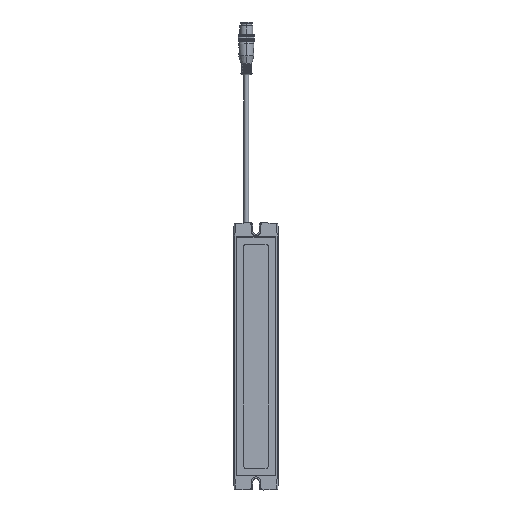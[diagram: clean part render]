
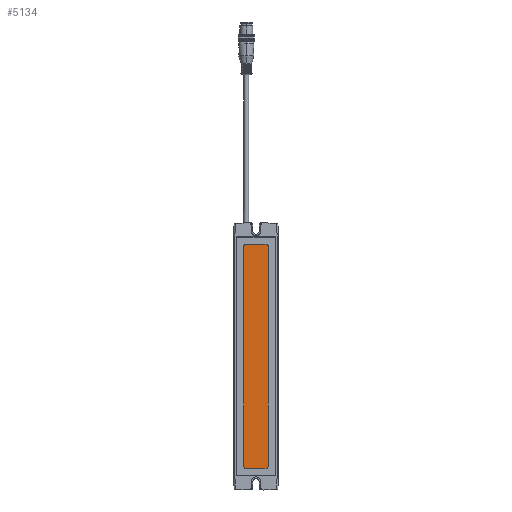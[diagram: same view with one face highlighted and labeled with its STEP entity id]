
A CAD part, top view. The second image highlights one B-rep face of the part: STEP entity #5134.
In plain terms, the highlighted planar face has unit normal (0, 0, 1).
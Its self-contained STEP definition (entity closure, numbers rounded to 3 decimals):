
#3529=AXIS2_PLACEMENT_3D('Plane Axis2P3D',#3526,#3527,#3528) ;
#5060=AXIS2_PLACEMENT_3D('Circle Axis2P3D',#5058,#5059,$) ;
#5074=AXIS2_PLACEMENT_3D('Circle Axis2P3D',#5072,#5073,$) ;
#5088=AXIS2_PLACEMENT_3D('Circle Axis2P3D',#5086,#5087,$) ;
#5102=AXIS2_PLACEMENT_3D('Circle Axis2P3D',#5100,#5101,$) ;
#3526=CARTESIAN_POINT('Axis2P3D Location',(0.,221.394,14.246)) ;
#5049=CARTESIAN_POINT('Line Origine',(9.1,119.868,14.246)) ;
#5053=CARTESIAN_POINT('Vertex',(9.1,218.318,14.246)) ;
#5055=CARTESIAN_POINT('Vertex',(9.1,21.418,14.246)) ;
#5058=CARTESIAN_POINT('Axis2P3D Location',(11.1,218.318,14.246)) ;
#5062=CARTESIAN_POINT('Vertex',(11.1,220.318,14.246)) ;
#5065=CARTESIAN_POINT('Line Origine',(20.05,220.318,14.246)) ;
#5069=CARTESIAN_POINT('Vertex',(29.,220.318,14.246)) ;
#5072=CARTESIAN_POINT('Axis2P3D Location',(29.,218.318,14.246)) ;
#5076=CARTESIAN_POINT('Vertex',(31.,218.318,14.246)) ;
#5079=CARTESIAN_POINT('Line Origine',(31.,119.868,14.246)) ;
#5083=CARTESIAN_POINT('Vertex',(31.,21.418,14.246)) ;
#5086=CARTESIAN_POINT('Axis2P3D Location',(29.,21.418,14.246)) ;
#5090=CARTESIAN_POINT('Vertex',(29.,19.418,14.246)) ;
#5093=CARTESIAN_POINT('Line Origine',(20.05,19.418,14.246)) ;
#5097=CARTESIAN_POINT('Vertex',(11.1,19.418,14.246)) ;
#5100=CARTESIAN_POINT('Axis2P3D Location',(11.1,21.418,14.246)) ;
#3527=DIRECTION('Axis2P3D Direction',(0.,0.,1.)) ;
#3528=DIRECTION('Axis2P3D XDirection',(1.,0.,0.)) ;
#5050=DIRECTION('Vector Direction',(0.,-1.,0.)) ;
#5059=DIRECTION('Axis2P3D Direction',(0.,0.,1.)) ;
#5066=DIRECTION('Vector Direction',(-1.,0.,0.)) ;
#5073=DIRECTION('Axis2P3D Direction',(0.,0.,1.)) ;
#5080=DIRECTION('Vector Direction',(0.,1.,0.)) ;
#5087=DIRECTION('Axis2P3D Direction',(0.,0.,1.)) ;
#5094=DIRECTION('Vector Direction',(1.,0.,0.)) ;
#5101=DIRECTION('Axis2P3D Direction',(0.,0.,1.)) ;
#5051=VECTOR('Line Direction',#5050,1.) ;
#5067=VECTOR('Line Direction',#5066,1.) ;
#5081=VECTOR('Line Direction',#5080,1.) ;
#5095=VECTOR('Line Direction',#5094,1.) ;
#5125=ORIENTED_EDGE('',*,*,#5099,.T.) ;
#5126=ORIENTED_EDGE('',*,*,#5092,.T.) ;
#5127=ORIENTED_EDGE('',*,*,#5085,.T.) ;
#5128=ORIENTED_EDGE('',*,*,#5078,.T.) ;
#5129=ORIENTED_EDGE('',*,*,#5071,.T.) ;
#5130=ORIENTED_EDGE('',*,*,#5064,.T.) ;
#5131=ORIENTED_EDGE('',*,*,#5057,.T.) ;
#5132=ORIENTED_EDGE('',*,*,#5104,.T.) ;
#5134=ADVANCED_FACE('Hauptk\X2\00F6\X0\rper',(#5133),#3530,.T.) ;
#5061=CIRCLE('generated circle',#5060,2.) ;
#5075=CIRCLE('generated circle',#5074,2.) ;
#5089=CIRCLE('generated circle',#5088,2.) ;
#5103=CIRCLE('generated circle',#5102,2.) ;
#5057=EDGE_CURVE('',#5054,#5056,#5052,.T.) ;
#5064=EDGE_CURVE('',#5063,#5054,#5061,.T.) ;
#5071=EDGE_CURVE('',#5070,#5063,#5068,.T.) ;
#5078=EDGE_CURVE('',#5077,#5070,#5075,.T.) ;
#5085=EDGE_CURVE('',#5084,#5077,#5082,.T.) ;
#5092=EDGE_CURVE('',#5091,#5084,#5089,.T.) ;
#5099=EDGE_CURVE('',#5098,#5091,#5096,.T.) ;
#5104=EDGE_CURVE('',#5056,#5098,#5103,.T.) ;
#5124=EDGE_LOOP('',(#5125,#5126,#5127,#5128,#5129,#5130,#5131,#5132)) ;
#5133=FACE_OUTER_BOUND('',#5124,.T.) ;
#5052=LINE('Line',#5049,#5051) ;
#5068=LINE('Line',#5065,#5067) ;
#5082=LINE('Line',#5079,#5081) ;
#5096=LINE('Line',#5093,#5095) ;
#3530=PLANE('',#3529) ;
#5054=VERTEX_POINT('',#5053) ;
#5056=VERTEX_POINT('',#5055) ;
#5063=VERTEX_POINT('',#5062) ;
#5070=VERTEX_POINT('',#5069) ;
#5077=VERTEX_POINT('',#5076) ;
#5084=VERTEX_POINT('',#5083) ;
#5091=VERTEX_POINT('',#5090) ;
#5098=VERTEX_POINT('',#5097) ;
